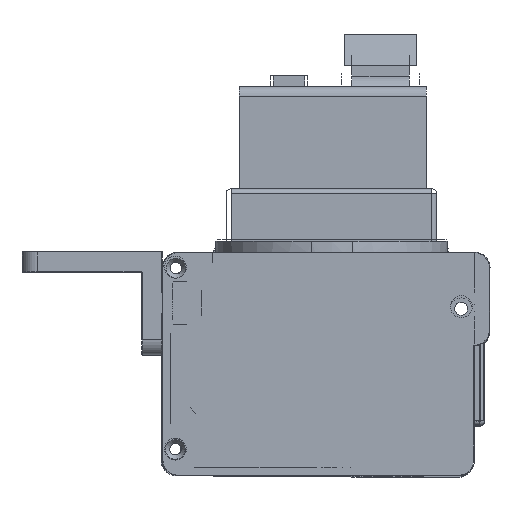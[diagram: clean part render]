
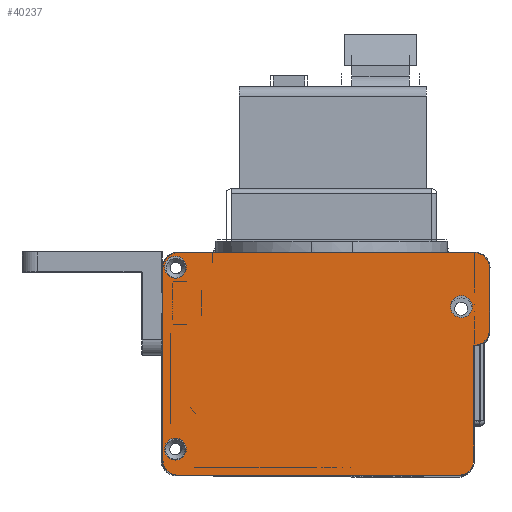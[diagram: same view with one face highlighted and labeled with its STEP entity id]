
A CAD part, front view. The second image highlights one B-rep face of the part: STEP entity #40237.
In plain terms, the highlighted planar face has unit normal (0, -1, 0).
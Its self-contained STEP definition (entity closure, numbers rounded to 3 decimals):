
#1141=FACE_BOUND('',#5683,.T.);
#1142=FACE_BOUND('',#5684,.T.);
#1143=FACE_BOUND('',#5685,.T.);
#2358=PLANE('',#42580);
#3913=FACE_OUTER_BOUND('',#5682,.T.);
#5682=EDGE_LOOP('',(#36208,#36209,#36210,#36211,#36212,#36213,#36214,#36215,
#36216,#36217));
#5683=EDGE_LOOP('',(#36218));
#5684=EDGE_LOOP('',(#36219));
#5685=EDGE_LOOP('',(#36220));
#6640=CIRCLE('',#42581,2.9);
#6641=CIRCLE('',#42582,2.9);
#6642=CIRCLE('',#42583,2.9);
#6643=CIRCLE('',#42584,2.9);
#6644=CIRCLE('',#42585,2.9);
#6645=CIRCLE('',#42586,2.1);
#6646=CIRCLE('',#42587,2.1);
#6647=CIRCLE('',#42588,2.1);
#10394=LINE('',#65587,#15449);
#10395=LINE('',#65591,#15450);
#10396=LINE('',#65595,#15451);
#10397=LINE('',#65599,#15452);
#10398=LINE('',#65602,#15453);
#15449=VECTOR('',#50585,12.);
#15450=VECTOR('',#50588,57.);
#15451=VECTOR('',#50591,37.);
#15452=VECTOR('',#50594,54.);
#15453=VECTOR('',#50597,22.102);
#19915=VERTEX_POINT('',#65583);
#19916=VERTEX_POINT('',#65584);
#19917=VERTEX_POINT('',#65586);
#19918=VERTEX_POINT('',#65588);
#19919=VERTEX_POINT('',#65590);
#19920=VERTEX_POINT('',#65592);
#19921=VERTEX_POINT('',#65594);
#19922=VERTEX_POINT('',#65596);
#19923=VERTEX_POINT('',#65598);
#19924=VERTEX_POINT('',#65600);
#19925=VERTEX_POINT('',#65603);
#19926=VERTEX_POINT('',#65605);
#19927=VERTEX_POINT('',#65607);
#26172=EDGE_CURVE('',#19915,#19916,#6640,.T.);
#26173=EDGE_CURVE('',#19916,#19917,#10394,.T.);
#26174=EDGE_CURVE('',#19917,#19918,#6641,.T.);
#26175=EDGE_CURVE('',#19918,#19919,#10395,.T.);
#26176=EDGE_CURVE('',#19919,#19920,#6642,.T.);
#26177=EDGE_CURVE('',#19920,#19921,#10396,.T.);
#26178=EDGE_CURVE('',#19921,#19922,#6643,.T.);
#26179=EDGE_CURVE('',#19922,#19923,#10397,.T.);
#26180=EDGE_CURVE('',#19923,#19924,#6644,.T.);
#26181=EDGE_CURVE('',#19924,#19915,#10398,.T.);
#26182=EDGE_CURVE('',#19925,#19925,#6645,.T.);
#26183=EDGE_CURVE('',#19926,#19926,#6646,.T.);
#26184=EDGE_CURVE('',#19927,#19927,#6647,.T.);
#36208=ORIENTED_EDGE('',*,*,#26172,.T.);
#36209=ORIENTED_EDGE('',*,*,#26173,.T.);
#36210=ORIENTED_EDGE('',*,*,#26174,.T.);
#36211=ORIENTED_EDGE('',*,*,#26175,.T.);
#36212=ORIENTED_EDGE('',*,*,#26176,.T.);
#36213=ORIENTED_EDGE('',*,*,#26177,.T.);
#36214=ORIENTED_EDGE('',*,*,#26178,.T.);
#36215=ORIENTED_EDGE('',*,*,#26179,.T.);
#36216=ORIENTED_EDGE('',*,*,#26180,.T.);
#36217=ORIENTED_EDGE('',*,*,#26181,.T.);
#36218=ORIENTED_EDGE('',*,*,#26182,.F.);
#36219=ORIENTED_EDGE('',*,*,#26183,.F.);
#36220=ORIENTED_EDGE('',*,*,#26184,.F.);
#40237=ADVANCED_FACE('',(#3913,#1141,#1142,#1143),#2358,.F.);
#42580=AXIS2_PLACEMENT_3D('',#65582,#50581,#50582);
#42581=AXIS2_PLACEMENT_3D('',#65585,#50583,#50584);
#42582=AXIS2_PLACEMENT_3D('',#65589,#50586,#50587);
#42583=AXIS2_PLACEMENT_3D('',#65593,#50589,#50590);
#42584=AXIS2_PLACEMENT_3D('',#65597,#50592,#50593);
#42585=AXIS2_PLACEMENT_3D('',#65601,#50595,#50596);
#42586=AXIS2_PLACEMENT_3D('',#65604,#50598,#50599);
#42587=AXIS2_PLACEMENT_3D('',#65606,#50600,#50601);
#42588=AXIS2_PLACEMENT_3D('',#65608,#50602,#50603);
#50581=DIRECTION('center_axis',(0.,1.,0.));
#50582=DIRECTION('ref_axis',(-1.,0.,0.));
#50583=DIRECTION('center_axis',(0.,-1.,0.));
#50584=DIRECTION('ref_axis',(0.707,0.,-0.707));
#50585=DIRECTION('',(0.,0.,1.));
#50586=DIRECTION('center_axis',(0.,-1.,0.));
#50587=DIRECTION('ref_axis',(0.707,0.,0.707));
#50588=DIRECTION('',(-1.,0.,0.));
#50589=DIRECTION('center_axis',(0.,-1.,0.));
#50590=DIRECTION('ref_axis',(-0.707,0.,0.707));
#50591=DIRECTION('',(0.,0.,-1.));
#50592=DIRECTION('center_axis',(0.,-1.,0.));
#50593=DIRECTION('ref_axis',(-0.707,0.,-0.707));
#50594=DIRECTION('',(1.,0.,0.));
#50595=DIRECTION('center_axis',(0.,-1.,0.));
#50596=DIRECTION('ref_axis',(0.707,0.,-0.707));
#50597=DIRECTION('',(0.,0.,1.));
#50598=DIRECTION('center_axis',(0.,-1.,0.));
#50599=DIRECTION('ref_axis',(-1.,0.,0.));
#50600=DIRECTION('center_axis',(0.,-1.,0.));
#50601=DIRECTION('ref_axis',(-1.,0.,0.));
#50602=DIRECTION('center_axis',(0.,-1.,0.));
#50603=DIRECTION('ref_axis',(-1.,0.,0.));
#65582=CARTESIAN_POINT('Origin',(-0.1,-52.,20.4));
#65583=CARTESIAN_POINT('',(29.8,-52.,24.002));
#65584=CARTESIAN_POINT('',(32.8,-52.,26.9));
#65585=CARTESIAN_POINT('Origin',(29.9,-52.,26.9));
#65586=CARTESIAN_POINT('',(32.8,-52.,38.9));
#65587=CARTESIAN_POINT('',(32.8,-52.,22.15));
#65588=CARTESIAN_POINT('',(29.9,-52.,41.8));
#65589=CARTESIAN_POINT('Origin',(29.9,-52.,38.9));
#65590=CARTESIAN_POINT('',(-27.1,-52.,41.8));
#65591=CARTESIAN_POINT('',(-15.1,-52.,41.8));
#65592=CARTESIAN_POINT('',(-30.,-52.,38.9));
#65593=CARTESIAN_POINT('Origin',(-27.1,-52.,38.9));
#65594=CARTESIAN_POINT('',(-30.,-52.,1.9));
#65595=CARTESIAN_POINT('',(-30.,-52.,9.65));
#65596=CARTESIAN_POINT('',(-27.1,-52.,-1.));
#65597=CARTESIAN_POINT('Origin',(-27.1,-52.,1.9));
#65598=CARTESIAN_POINT('',(26.9,-52.,-1.));
#65599=CARTESIAN_POINT('',(14.9,-52.,-1.));
#65600=CARTESIAN_POINT('',(29.8,-52.,1.9));
#65601=CARTESIAN_POINT('Origin',(26.9,-52.,1.9));
#65602=CARTESIAN_POINT('',(29.8,-52.,31.15));
#65603=CARTESIAN_POINT('',(-29.7,-52.,4.));
#65604=CARTESIAN_POINT('Origin',(-27.6,-52.,4.));
#65605=CARTESIAN_POINT('',(25.3,-52.,31.4));
#65606=CARTESIAN_POINT('Origin',(27.4,-52.,31.4));
#65607=CARTESIAN_POINT('',(-29.7,-52.,39.));
#65608=CARTESIAN_POINT('Origin',(-27.6,-52.,39.));
